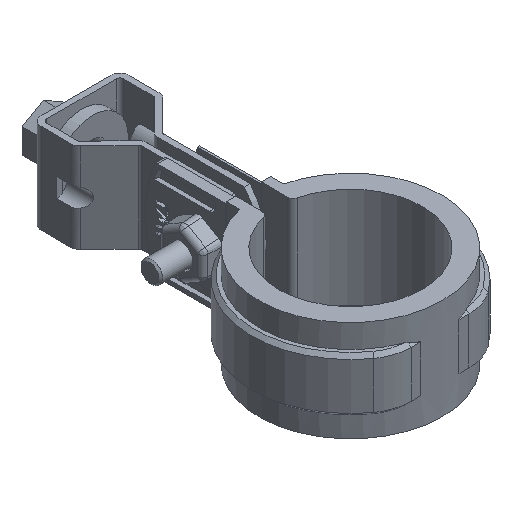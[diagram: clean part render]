
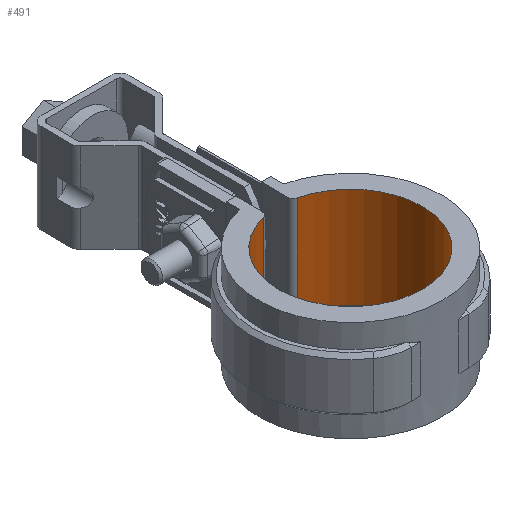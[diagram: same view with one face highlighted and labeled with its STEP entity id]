
A CAD part, isometric view. The second image highlights one B-rep face of the part: STEP entity #491.
In plain terms, the highlighted cylindrical face has radius 20 mm (diameter 40 mm), a partial arc.
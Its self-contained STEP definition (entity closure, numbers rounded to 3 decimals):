
#491 = ADVANCED_FACE( '', ( #967 ), #968, .F. );
#967 = FACE_OUTER_BOUND( '', #2076, .T. );
#968 = CYLINDRICAL_SURFACE( '', #2077, 20. );
#2076 = EDGE_LOOP( '', ( #4841, #4842, #4843, #4844 ) );
#2077 = AXIS2_PLACEMENT_3D( '', #4845, #4846, #4847 );
#4841 = ORIENTED_EDGE( '', *, *, #6928, .F. );
#4842 = ORIENTED_EDGE( '', *, *, #6942, .T. );
#4843 = ORIENTED_EDGE( '', *, *, #6933, .T. );
#4844 = ORIENTED_EDGE( '', *, *, #6977, .T. );
#4845 = CARTESIAN_POINT( '', ( 0., 0., -85.574 ) );
#4846 = DIRECTION( '', ( 0., 0., -1. ) );
#4847 = DIRECTION( '', ( -1., 0., 0. ) );
#6928 = EDGE_CURVE( '', #8109, #8111, #8112, .F. );
#6933 = EDGE_CURVE( '', #8118, #8116, #8119, .F. );
#6942 = EDGE_CURVE( '', #8109, #8118, #8131, .T. );
#6977 = EDGE_CURVE( '', #8116, #8111, #8176, .F. );
#8109 = VERTEX_POINT( '', #11427 );
#8111 = VERTEX_POINT( '', #11429 );
#8112 = CIRCLE( '', #11430, 20. );
#8116 = VERTEX_POINT( '', #11436 );
#8118 = VERTEX_POINT( '', #11438 );
#8119 = CIRCLE( '', #11439, 20. );
#8131 = LINE( '', #11456, #11457 );
#8176 = LINE( '', #11555, #11556 );
#11427 = CARTESIAN_POINT( '', ( -4.651, 19.452, -26.5 ) );
#11429 = CARTESIAN_POINT( '', ( 4.651, 19.452, -26.5 ) );
#11430 = AXIS2_PLACEMENT_3D( '', #13390, #13391, #13392 );
#11436 = CARTESIAN_POINT( '', ( 4.651, 19.452, 1.5 ) );
#11438 = CARTESIAN_POINT( '', ( -4.651, 19.452, 1.5 ) );
#11439 = AXIS2_PLACEMENT_3D( '', #13401, #13402, #13403 );
#11456 = CARTESIAN_POINT( '', ( -4.651, 19.452, -85.574 ) );
#11457 = VECTOR( '', #13418, 1000. );
#11555 = CARTESIAN_POINT( '', ( 4.651, 19.452, -85.574 ) );
#11556 = VECTOR( '', #13458, 1000. );
#13390 = CARTESIAN_POINT( '', ( 0., 0., -26.5 ) );
#13391 = DIRECTION( '', ( 0., 0., -1. ) );
#13392 = DIRECTION( '', ( -1., 0., 0. ) );
#13401 = CARTESIAN_POINT( '', ( 0., 0., 1.5 ) );
#13402 = DIRECTION( '', ( 0., 0., -1. ) );
#13403 = DIRECTION( '', ( -1., 0., 0. ) );
#13418 = DIRECTION( '', ( 0., 0., 1. ) );
#13458 = DIRECTION( '', ( 0., 0., 1. ) );
